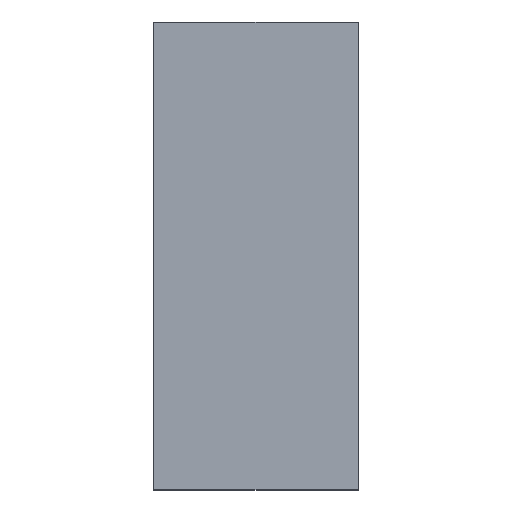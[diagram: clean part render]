
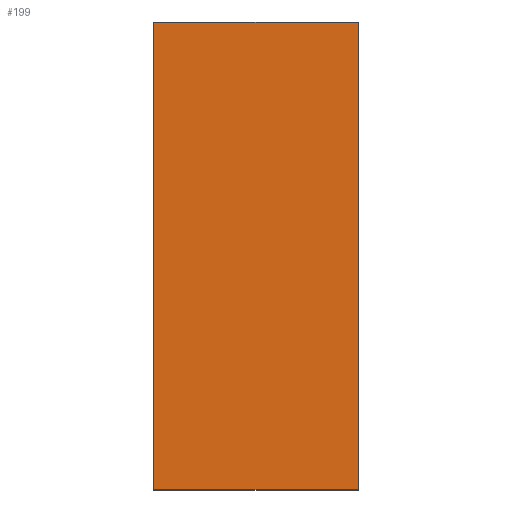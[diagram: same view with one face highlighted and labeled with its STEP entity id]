
A CAD part, top view. The second image highlights one B-rep face of the part: STEP entity #199.
In plain terms, the highlighted planar face has unit normal (0, 0, 1).
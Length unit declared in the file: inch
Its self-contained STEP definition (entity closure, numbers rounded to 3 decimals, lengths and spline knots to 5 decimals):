
#20=FACE_OUTER_BOUND('',#32,.T.);
#32=EDGE_LOOP('',(#150,#151,#152,#153));
#40=LINE('',#289,#64);
#42=LINE('',#293,#66);
#51=LINE('',#311,#75);
#57=LINE('',#322,#81);
#64=VECTOR('',#241,39.37008);
#66=VECTOR('',#245,39.37008);
#75=VECTOR('',#258,39.37008);
#81=VECTOR('',#266,39.37008);
#88=VERTEX_POINT('',#286);
#89=VERTEX_POINT('',#288);
#90=VERTEX_POINT('',#292);
#97=VERTEX_POINT('',#310);
#104=EDGE_CURVE('',#89,#88,#40,.T.);
#106=EDGE_CURVE('',#90,#89,#42,.T.);
#115=EDGE_CURVE('',#97,#88,#51,.T.);
#121=EDGE_CURVE('',#97,#90,#57,.T.);
#150=ORIENTED_EDGE('',*,*,#115,.F.);
#151=ORIENTED_EDGE('',*,*,#121,.T.);
#152=ORIENTED_EDGE('',*,*,#106,.T.);
#153=ORIENTED_EDGE('',*,*,#104,.T.);
#178=PLANE('',#229);
#199=ADVANCED_FACE('',(#20),#178,.T.);
#229=AXIS2_PLACEMENT_3D('',#321,#264,#265);
#241=DIRECTION('',(0.,1.,0.));
#245=DIRECTION('',(1.,0.,0.));
#258=DIRECTION('',(1.,0.,0.));
#264=DIRECTION('center_axis',(0.,0.,1.));
#265=DIRECTION('ref_axis',(1.,0.,0.));
#266=DIRECTION('',(0.,-1.,0.));
#286=CARTESIAN_POINT('',(27.75,4.,1.75));
#288=CARTESIAN_POINT('',(27.75,0.,1.75));
#289=CARTESIAN_POINT('',(27.75,4.,1.75));
#292=CARTESIAN_POINT('',(26.,0.,1.75));
#293=CARTESIAN_POINT('',(0.,0.,1.75));
#310=CARTESIAN_POINT('',(26.,4.,1.75));
#311=CARTESIAN_POINT('',(0.,4.,1.75));
#321=CARTESIAN_POINT('Origin',(0.,4.,1.75));
#322=CARTESIAN_POINT('',(26.,4.,1.75));
